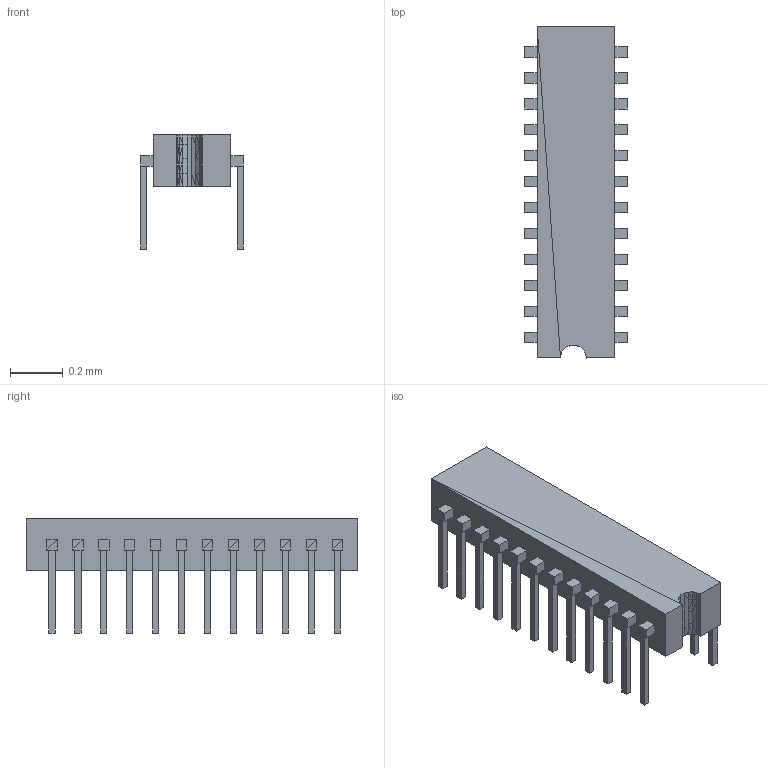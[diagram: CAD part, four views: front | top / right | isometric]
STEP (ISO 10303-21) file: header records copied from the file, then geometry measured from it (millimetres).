
FILE_DESCRIPTION(('FreeCAD Model'),'2;1');
FILE_NAME('Open CASCADE Shape Model','2021-12-13T11:38:04',('Author'),( ''),'Open CASCADE STEP processor 7.5','FreeCAD','Unknown');
FILE_SCHEMA(('AUTOMOTIVE_DESIGN { 1 0 10303 214 1 1 1 1 }'));
Length unit declared in the file: millimetre
Products named in the file (1): microchip001001
Bounding box: 0.39 x 1.26 x 0.43 mm (x, y, z)
Surface area: 2.4 mm2 (no closed solid volume)
Topology: 0 solids, 29 shells, 355 faces, 738 edges, 441 vertices
Faces by surface type: plane 355
Entity records: 18761 total; most frequent: CARTESIAN_POINT 3070, DIRECTION 2867, LINE 2155, VECTOR 2155, ORIENTED_EDGE 1476, PCURVE 1476, DEFINITIONAL_REPRESENTATION 1476, EDGE_CURVE 738
